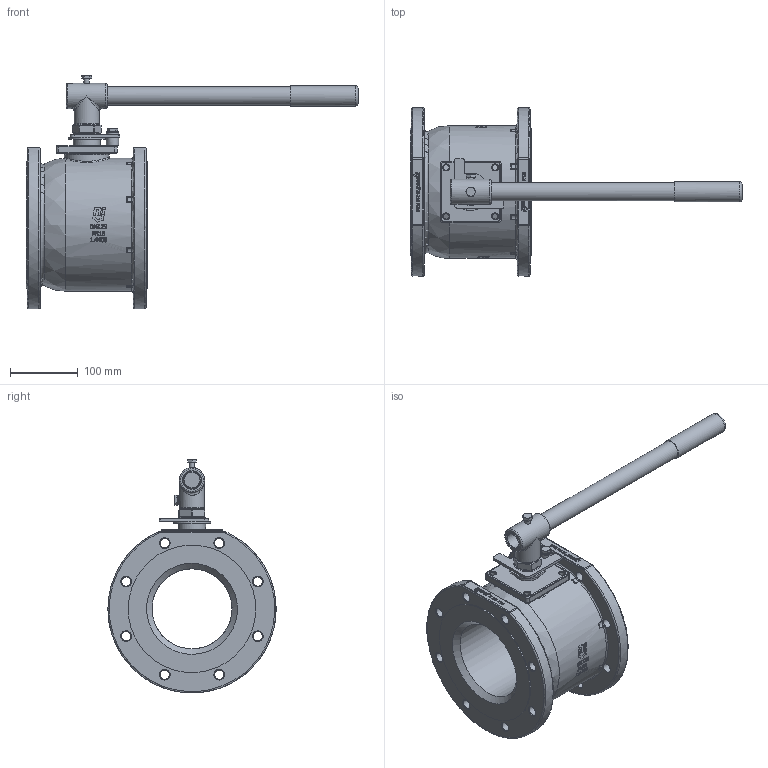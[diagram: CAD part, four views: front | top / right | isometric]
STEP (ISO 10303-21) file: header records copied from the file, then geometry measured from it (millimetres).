
FILE_DESCRIPTION(('HOOPS Exchange Step'),'2;1');
FILE_NAME('FK11_DN125.stp','2025-08-29T13:55:28+02:00',('nieru'),('Unknown organisation'),'HOOPS Exchange 2024.2','HOOPS Exchange','Unknown authorisation');
FILE_SCHEMA( ('AP203_CONFIGURATION_CONTROLLED_3D_DESIGN_OF_MECHANICAL_PARTS_AND_ASSEMBLIES_MIM_LF') );
Length unit declared in the file: millimetre
Products named in the file (3): 0; root
Assembly tree (2 placements, depth 3):
  root
    0
      0
Bounding box: 489.5 x 247.99 x 344.72 mm (x, y, z)
Volume: 4229884.8 mm3; surface area: 415663.7 mm2
Topology: 2 solids, 2 shells, 1532 faces, 4199 edges, 2753 vertices
Faces by surface type: plane 628, bspline 610, cylinder 186, torus 59, cone 49
Full cylindrical faces by diameter (mm): 6.647 x2, 8 x2, 8.376 x4, 13 x3, 13.835 x16, 18 x1, 23 x1, 25.835 x1, 27 x1, 28 x1, 28.5 x1, 30 x1, 37 x2, 40 x1, 55 x1, 66 x1, 118 x1, 188 x2, 196 x1
Entity records: 116797 total; most frequent: CARTESIAN_POINT 83102, ORIENTED_EDGE 8362, DIRECTION 4560, EDGE_CURVE 4181, VERTEX_POINT 2757, VECTOR 1948, LINE 1948, B_SPLINE_CURVE_WITH_KNOTS 1781
